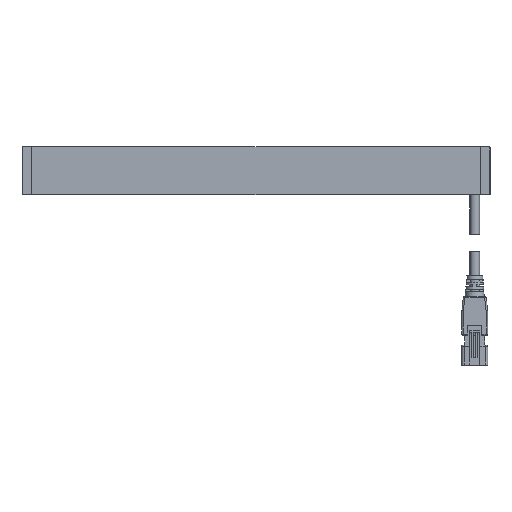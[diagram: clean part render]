
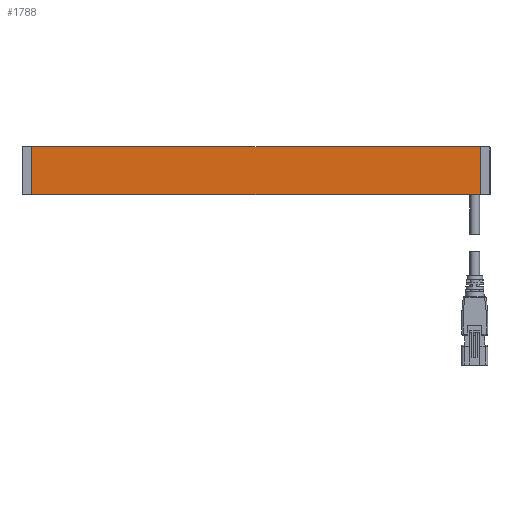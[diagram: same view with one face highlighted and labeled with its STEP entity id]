
A CAD part, front view. The second image highlights one B-rep face of the part: STEP entity #1788.
In plain terms, the highlighted planar face has unit normal (0, -1, 0).
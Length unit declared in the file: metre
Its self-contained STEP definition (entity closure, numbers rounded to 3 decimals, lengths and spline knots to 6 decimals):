
#1788=ADVANCED_FACE('7:24411',(#5197),#5198,.T.);
#3044=EDGE_CURVE('7:25644',#7192,#7195,#7196,.T.);
#3054=EDGE_CURVE('7:25659',#7206,#7209,#7210,.T.);
#3066=EDGE_CURVE('7:25677',#7195,#7206,#7224,.T.);
#3134=EDGE_CURVE('7:25785',#7192,#7209,#7312,.T.);
#5197=FACE_OUTER_BOUND('',#9985,.T.);
#5198=PLANE('',#9986);
#7192=VERTEX_POINT('',#12762);
#7195=VERTEX_POINT('',#12767);
#7196=LINE('',#12768,#12769);
#7206=VERTEX_POINT('',#12786);
#7209=VERTEX_POINT('',#12791);
#7210=LINE('',#12792,#12793);
#7224=LINE('',#12818,#12819);
#7312=LINE('',#12973,#12974);
#9985=EDGE_LOOP('',(#18353,#18354,#18355,#18356));
#9986=AXIS2_PLACEMENT_3D('',#18357,#18358,#18359);
#12762=CARTESIAN_POINT('',(0.091,-0.0095,0.0195));
#12767=CARTESIAN_POINT('',(0.091,-0.0095,0.0));
#12768=CARTESIAN_POINT('',(0.091,-0.0095,0.00975));
#12769=VECTOR('',#21046,1.0);
#12786=CARTESIAN_POINT('',(-0.091,-0.0095,0.0));
#12791=CARTESIAN_POINT('',(-0.091,-0.0095,0.0195));
#12792=CARTESIAN_POINT('',(-0.091,-0.0095,0.00975));
#12793=VECTOR('',#21051,1.0);
#12818=CARTESIAN_POINT('',(0.095,-0.0095,0.0));
#12819=VECTOR('',#21057,1.0);
#12973=CARTESIAN_POINT('',(0.095,-0.0095,0.0195));
#12974=VECTOR('',#21093,1.0);
#18353=ORIENTED_EDGE('',*,*,#3044,.F.);
#18354=ORIENTED_EDGE('',*,*,#3134,.T.);
#18355=ORIENTED_EDGE('',*,*,#3054,.F.);
#18356=ORIENTED_EDGE('',*,*,#3066,.F.);
#18357=CARTESIAN_POINT('',(0.0,-0.0095,0.0));
#18358=DIRECTION('',(0.0,-1.0,0.0));
#18359=DIRECTION('',(0.0,0.0,-1.0));
#21046=DIRECTION('',(0.0,-0.0,-1.0));
#21051=DIRECTION('',(0.0,0.0,1.0));
#21057=DIRECTION('',(-1.0,0.0,0.0));
#21093=DIRECTION('',(-1.0,0.0,0.0));
